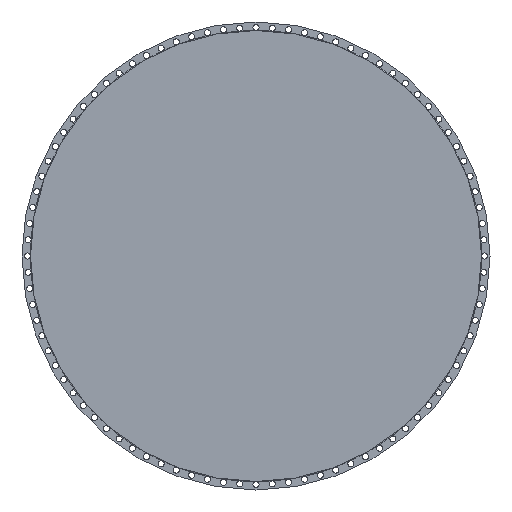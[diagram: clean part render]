
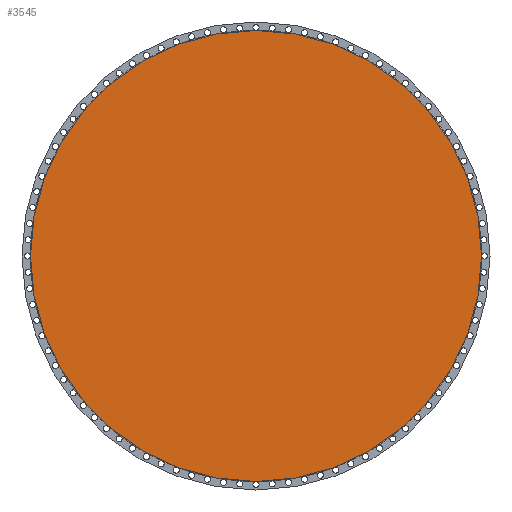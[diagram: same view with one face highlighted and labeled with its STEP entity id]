
A CAD part, left-side view. The second image highlights one B-rep face of the part: STEP entity #3545.
In plain terms, the highlighted planar face has unit normal (-1, 0, 0).
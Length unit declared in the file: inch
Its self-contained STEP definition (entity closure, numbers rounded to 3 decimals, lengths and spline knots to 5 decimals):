
#240 = CARTESIAN_POINT ( 'NONE',  ( 0., 0., 51.0625 ) ) ;
#743 = AXIS2_PLACEMENT_3D ( 'NONE', #2200, #4702, #2773 ) ;
#916 = CARTESIAN_POINT ( 'NONE',  ( 0., 0., 0. ) ) ;
#1083 = AXIS2_PLACEMENT_3D ( 'NONE', #916, #3373, #5877 ) ;
#1962 = DIRECTION ( 'NONE',  ( -1., 0., 0. ) ) ;
#2099 = AXIS2_PLACEMENT_3D ( 'NONE', #3179, #1962, #8071 ) ;
#2159 = CARTESIAN_POINT ( 'NONE',  ( 0., 0., -51.0625 ) ) ;
#2200 = CARTESIAN_POINT ( 'NONE',  ( 0., 0., 0. ) ) ;
#2351 = EDGE_CURVE ( 'NONE', #3154, #5471, #8035, .T. ) ;
#2497 = FACE_OUTER_BOUND ( 'NONE', #7581, .T. ) ;
#2773 = DIRECTION ( 'NONE',  ( 0., 0., 1. ) ) ;
#3154 = VERTEX_POINT ( 'NONE', #240 ) ;
#3179 = CARTESIAN_POINT ( 'NONE',  ( 0., 0., 0. ) ) ;
#3373 = DIRECTION ( 'NONE',  ( -1., 0., 0. ) ) ;
#3545 = ADVANCED_FACE ( 'NONE', ( #2497 ), #5071, .T. ) ;
#3986 = ORIENTED_EDGE ( 'NONE', *, *, #5395, .T. ) ;
#4702 = DIRECTION ( 'NONE',  ( -1., 0., 0. ) ) ;
#5071 = PLANE ( 'NONE',  #2099 ) ;
#5395 = EDGE_CURVE ( 'NONE', #5471, #3154, #7694, .T. ) ;
#5471 = VERTEX_POINT ( 'NONE', #2159 ) ;
#5877 = DIRECTION ( 'NONE',  ( 0., 0., 1. ) ) ;
#6619 = ORIENTED_EDGE ( 'NONE', *, *, #2351, .T. ) ;
#7581 = EDGE_LOOP ( 'NONE', ( #6619, #3986 ) ) ;
#7694 = CIRCLE ( 'NONE', #743, 51.0625 ) ;
#8035 = CIRCLE ( 'NONE', #1083, 51.0625 ) ;
#8071 = DIRECTION ( 'NONE',  ( 0., 0., 1. ) ) ;
